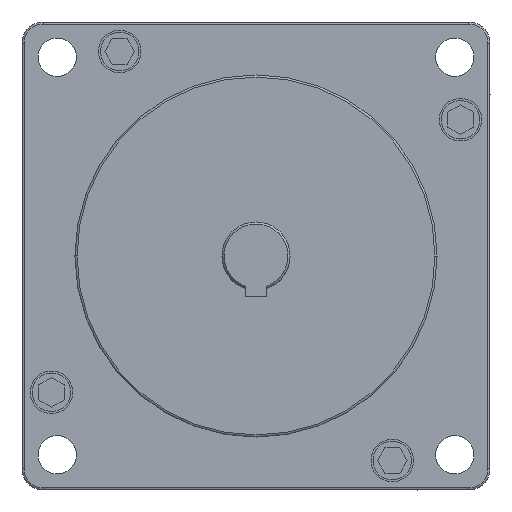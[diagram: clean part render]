
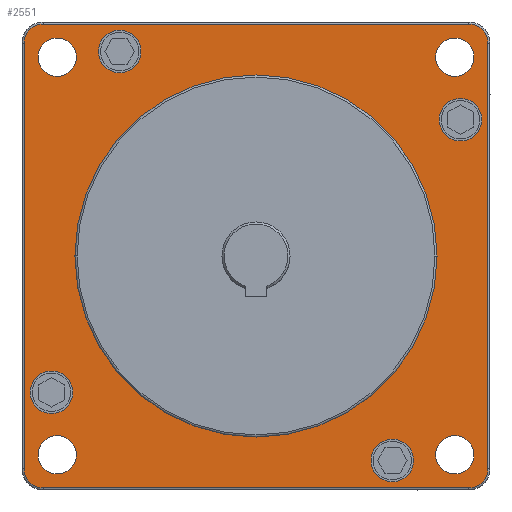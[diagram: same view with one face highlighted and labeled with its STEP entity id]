
A CAD part, left-side view. The second image highlights one B-rep face of the part: STEP entity #2551.
In plain terms, the highlighted planar face has unit normal (-1, 0, 0).
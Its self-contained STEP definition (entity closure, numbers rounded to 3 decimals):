
#1=CARTESIAN_POINT('',(0.,-46.65,-46.65));
#2=DIRECTION('',(-1.,0.,0.));
#3=DIRECTION('',(0.,-1.,0.));
#4=AXIS2_PLACEMENT_3D('',#1,#2,#3);
#6=CARTESIAN_POINT('',(0.,-46.65,-46.65));
#7=DIRECTION('',(-1.,0.,0.));
#8=DIRECTION('',(0.,1.,0.));
#9=AXIS2_PLACEMENT_3D('',#6,#7,#8);
#11=CARTESIAN_POINT('',(0.,46.65,-46.65));
#12=DIRECTION('',(-1.,0.,0.));
#13=DIRECTION('',(0.,-1.,0.));
#14=AXIS2_PLACEMENT_3D('',#11,#12,#13);
#16=CARTESIAN_POINT('',(0.,46.65,-46.65));
#17=DIRECTION('',(-1.,0.,0.));
#18=DIRECTION('',(0.,1.,0.));
#19=AXIS2_PLACEMENT_3D('',#16,#17,#18);
#21=CARTESIAN_POINT('',(0.,46.65,46.65));
#22=DIRECTION('',(-1.,0.,0.));
#23=DIRECTION('',(0.,-1.,0.));
#24=AXIS2_PLACEMENT_3D('',#21,#22,#23);
#26=CARTESIAN_POINT('',(0.,46.65,46.65));
#27=DIRECTION('',(-1.,0.,0.));
#28=DIRECTION('',(0.,1.,0.));
#29=AXIS2_PLACEMENT_3D('',#26,#27,#28);
#31=CARTESIAN_POINT('',(0.,-46.65,46.65));
#32=DIRECTION('',(-1.,0.,0.));
#33=DIRECTION('',(0.,-1.,0.));
#34=AXIS2_PLACEMENT_3D('',#31,#32,#33);
#36=CARTESIAN_POINT('',(0.,-46.65,46.65));
#37=DIRECTION('',(-1.,0.,0.));
#38=DIRECTION('',(0.,1.,0.));
#39=AXIS2_PLACEMENT_3D('',#36,#37,#38);
#41=CARTESIAN_POINT('',(0.,0.,0.));
#42=DIRECTION('',(-1.,0.,0.));
#43=DIRECTION('',(0.,1.,0.));
#44=AXIS2_PLACEMENT_3D('',#41,#42,#43);
#46=CARTESIAN_POINT('',(0.,0.,0.));
#47=DIRECTION('',(-1.,0.,0.));
#48=DIRECTION('',(0.,-1.,0.));
#49=AXIS2_PLACEMENT_3D('',#46,#47,#48);
#51=CARTESIAN_POINT('',(0.,-49.925,-49.925));
#52=DIRECTION('',(-1.,0.,0.));
#53=DIRECTION('',(0.,0.,-1.));
#54=AXIS2_PLACEMENT_3D('',#51,#52,#53);
#56=DIRECTION('',(0.,-1.,0.));
#57=VECTOR('',#56,99.85);
#58=CARTESIAN_POINT('',(0.,49.925,-54.425));
#59=LINE('',#58,#57);
#60=CARTESIAN_POINT('',(0.,49.925,-49.925));
#61=DIRECTION('',(-1.,0.,0.));
#62=DIRECTION('',(0.,1.,0.));
#63=AXIS2_PLACEMENT_3D('',#60,#61,#62);
#65=DIRECTION('',(0.,0.,-1.));
#66=VECTOR('',#65,99.85);
#67=CARTESIAN_POINT('',(0.,54.425,49.925));
#68=LINE('',#67,#66);
#69=CARTESIAN_POINT('',(0.,49.925,49.925));
#70=DIRECTION('',(-1.,0.,0.));
#71=DIRECTION('',(0.,0.,1.));
#72=AXIS2_PLACEMENT_3D('',#69,#70,#71);
#74=DIRECTION('',(0.,1.,0.));
#75=VECTOR('',#74,99.85);
#76=CARTESIAN_POINT('',(0.,-49.925,54.425));
#77=LINE('',#76,#75);
#78=CARTESIAN_POINT('',(0.,-49.925,49.925));
#79=DIRECTION('',(-1.,0.,0.));
#80=DIRECTION('',(0.,-1.,0.));
#81=AXIS2_PLACEMENT_3D('',#78,#79,#80);
#83=DIRECTION('',(0.,0.,1.));
#84=VECTOR('',#83,99.85);
#85=CARTESIAN_POINT('',(0.,-54.425,-49.925));
#86=LINE('',#85,#84);
#87=CARTESIAN_POINT('',(0.,-32.,-48.));
#88=DIRECTION('',(-1.,0.,0.));
#89=DIRECTION('',(0.,1.,0.));
#90=AXIS2_PLACEMENT_3D('',#87,#88,#89);
#92=CARTESIAN_POINT('',(0.,-32.,-48.));
#93=DIRECTION('',(-1.,0.,0.));
#94=DIRECTION('',(0.,-1.,0.));
#95=AXIS2_PLACEMENT_3D('',#92,#93,#94);
#131=CARTESIAN_POINT('',(0.,-48.,32.));
#132=DIRECTION('',(-1.,0.,0.));
#133=DIRECTION('',(0.,0.,-1.));
#134=AXIS2_PLACEMENT_3D('',#131,#132,#133);
#136=CARTESIAN_POINT('',(0.,-48.,32.));
#137=DIRECTION('',(-1.,0.,0.));
#138=DIRECTION('',(0.,0.,1.));
#139=AXIS2_PLACEMENT_3D('',#136,#137,#138);
#175=CARTESIAN_POINT('',(0.,32.,48.));
#176=DIRECTION('',(-1.,0.,0.));
#177=DIRECTION('',(0.,-1.,0.));
#178=AXIS2_PLACEMENT_3D('',#175,#176,#177);
#180=CARTESIAN_POINT('',(0.,32.,48.));
#181=DIRECTION('',(-1.,0.,0.));
#182=DIRECTION('',(0.,1.,0.));
#183=AXIS2_PLACEMENT_3D('',#180,#181,#182);
#219=CARTESIAN_POINT('',(0.,48.,-32.));
#220=DIRECTION('',(-1.,0.,0.));
#221=DIRECTION('',(0.,0.,1.));
#222=AXIS2_PLACEMENT_3D('',#219,#220,#221);
#224=CARTESIAN_POINT('',(0.,48.,-32.));
#225=DIRECTION('',(-1.,0.,0.));
#226=DIRECTION('',(0.,0.,-1.));
#227=AXIS2_PLACEMENT_3D('',#224,#225,#226);
#2003=CARTESIAN_POINT('',(0.,-51.15,-46.65));
#2004=CARTESIAN_POINT('',(0.,-42.15,-46.65));
#2005=VERTEX_POINT('',#2003);
#2006=VERTEX_POINT('',#2004);
#2007=CARTESIAN_POINT('',(0.,42.15,-46.65));
#2008=CARTESIAN_POINT('',(0.,51.15,-46.65));
#2009=VERTEX_POINT('',#2007);
#2010=VERTEX_POINT('',#2008);
#2011=CARTESIAN_POINT('',(0.,42.15,46.65));
#2012=CARTESIAN_POINT('',(0.,51.15,46.65));
#2013=VERTEX_POINT('',#2011);
#2014=VERTEX_POINT('',#2012);
#2015=CARTESIAN_POINT('',(0.,-51.15,46.65));
#2016=CARTESIAN_POINT('',(0.,-42.15,46.65));
#2017=VERTEX_POINT('',#2015);
#2018=VERTEX_POINT('',#2016);
#2243=CARTESIAN_POINT('',(0.,42.5,0.));
#2244=CARTESIAN_POINT('',(0.,-42.5,0.));
#2245=VERTEX_POINT('',#2243);
#2246=VERTEX_POINT('',#2244);
#2259=CARTESIAN_POINT('',(0.,-49.925,-54.425));
#2260=CARTESIAN_POINT('',(0.,-54.425,-49.925));
#2261=VERTEX_POINT('',#2259);
#2262=VERTEX_POINT('',#2260);
#2267=CARTESIAN_POINT('',(0.,-54.425,49.925));
#2268=VERTEX_POINT('',#2267);
#2271=CARTESIAN_POINT('',(0.,-49.925,54.425));
#2272=VERTEX_POINT('',#2271);
#2275=CARTESIAN_POINT('',(0.,49.925,54.425));
#2276=VERTEX_POINT('',#2275);
#2279=CARTESIAN_POINT('',(0.,54.425,49.925));
#2280=VERTEX_POINT('',#2279);
#2283=CARTESIAN_POINT('',(0.,54.425,-49.925));
#2284=VERTEX_POINT('',#2283);
#2287=CARTESIAN_POINT('',(0.,49.925,-54.425));
#2288=VERTEX_POINT('',#2287);
#2323=CARTESIAN_POINT('',(0.,-27.,-48.));
#2324=CARTESIAN_POINT('',(0.,-37.,-48.));
#2325=VERTEX_POINT('',#2323);
#2326=VERTEX_POINT('',#2324);
#2363=CARTESIAN_POINT('',(0.,-48.,27.));
#2364=CARTESIAN_POINT('',(0.,-48.,37.));
#2365=VERTEX_POINT('',#2363);
#2366=VERTEX_POINT('',#2364);
#2403=CARTESIAN_POINT('',(0.,27.,48.));
#2404=CARTESIAN_POINT('',(0.,37.,48.));
#2405=VERTEX_POINT('',#2403);
#2406=VERTEX_POINT('',#2404);
#2443=CARTESIAN_POINT('',(0.,48.,-27.));
#2444=CARTESIAN_POINT('',(0.,48.,-37.));
#2445=VERTEX_POINT('',#2443);
#2446=VERTEX_POINT('',#2444);
#2474=CARTESIAN_POINT('',(0.,0.,0.));
#2475=DIRECTION('',(1.,0.,0.));
#2476=DIRECTION('',(0.,-1.,0.));
#2477=AXIS2_PLACEMENT_3D('',#2474,#2475,#2476);
#2478=PLANE('',#2477);
#2480=ORIENTED_EDGE('',*,*,#2479,.F.);
#2482=ORIENTED_EDGE('',*,*,#2481,.F.);
#2484=ORIENTED_EDGE('',*,*,#2483,.F.);
#2486=ORIENTED_EDGE('',*,*,#2485,.F.);
#2488=ORIENTED_EDGE('',*,*,#2487,.F.);
#2490=ORIENTED_EDGE('',*,*,#2489,.F.);
#2492=ORIENTED_EDGE('',*,*,#2491,.F.);
#2494=ORIENTED_EDGE('',*,*,#2493,.F.);
#2495=EDGE_LOOP('',(#2480,#2482,#2484,#2486,#2488,#2490,#2492,#2494));
#2496=FACE_OUTER_BOUND('',#2495,.F.);
#2498=ORIENTED_EDGE('',*,*,#2497,.T.);
#2500=ORIENTED_EDGE('',*,*,#2499,.T.);
#2501=EDGE_LOOP('',(#2498,#2500));
#2502=FACE_BOUND('',#2501,.F.);
#2504=ORIENTED_EDGE('',*,*,#2503,.T.);
#2506=ORIENTED_EDGE('',*,*,#2505,.T.);
#2507=EDGE_LOOP('',(#2504,#2506));
#2508=FACE_BOUND('',#2507,.F.);
#2510=ORIENTED_EDGE('',*,*,#2509,.T.);
#2512=ORIENTED_EDGE('',*,*,#2511,.T.);
#2513=EDGE_LOOP('',(#2510,#2512));
#2514=FACE_BOUND('',#2513,.F.);
#2516=ORIENTED_EDGE('',*,*,#2515,.T.);
#2518=ORIENTED_EDGE('',*,*,#2517,.T.);
#2519=EDGE_LOOP('',(#2516,#2518));
#2520=FACE_BOUND('',#2519,.F.);
#2522=ORIENTED_EDGE('',*,*,#2521,.T.);
#2524=ORIENTED_EDGE('',*,*,#2523,.T.);
#2525=EDGE_LOOP('',(#2522,#2524));
#2526=FACE_BOUND('',#2525,.F.);
#2528=ORIENTED_EDGE('',*,*,#2527,.T.);
#2530=ORIENTED_EDGE('',*,*,#2529,.T.);
#2531=EDGE_LOOP('',(#2528,#2530));
#2532=FACE_BOUND('',#2531,.F.);
#2534=ORIENTED_EDGE('',*,*,#2533,.T.);
#2536=ORIENTED_EDGE('',*,*,#2535,.T.);
#2537=EDGE_LOOP('',(#2534,#2536));
#2538=FACE_BOUND('',#2537,.F.);
#2540=ORIENTED_EDGE('',*,*,#2539,.T.);
#2542=ORIENTED_EDGE('',*,*,#2541,.T.);
#2543=EDGE_LOOP('',(#2540,#2542));
#2544=FACE_BOUND('',#2543,.F.);
#2546=ORIENTED_EDGE('',*,*,#2545,.T.);
#2548=ORIENTED_EDGE('',*,*,#2547,.T.);
#2549=EDGE_LOOP('',(#2546,#2548));
#2550=FACE_BOUND('',#2549,.F.);
#2551=ADVANCED_FACE('',(#2496,#2502,#2508,#2514,#2520,#2526,#2532,#2538,#2544,
#2550),#2478,.F.);
#5=CIRCLE('',#4,4.5);
#10=CIRCLE('',#9,4.5);
#15=CIRCLE('',#14,4.5);
#20=CIRCLE('',#19,4.5);
#25=CIRCLE('',#24,4.5);
#30=CIRCLE('',#29,4.5);
#35=CIRCLE('',#34,4.5);
#40=CIRCLE('',#39,4.5);
#45=CIRCLE('',#44,42.5);
#50=CIRCLE('',#49,42.5);
#55=CIRCLE('',#54,4.5);
#64=CIRCLE('',#63,4.5);
#73=CIRCLE('',#72,4.5);
#82=CIRCLE('',#81,4.5);
#91=CIRCLE('',#90,5.);
#96=CIRCLE('',#95,5.);
#135=CIRCLE('',#134,5.);
#140=CIRCLE('',#139,5.);
#179=CIRCLE('',#178,5.);
#184=CIRCLE('',#183,5.);
#223=CIRCLE('',#222,5.);
#228=CIRCLE('',#227,5.);
#2479=EDGE_CURVE('',#2261,#2262,#55,.T.);
#2481=EDGE_CURVE('',#2288,#2261,#59,.T.);
#2483=EDGE_CURVE('',#2284,#2288,#64,.T.);
#2485=EDGE_CURVE('',#2280,#2284,#68,.T.);
#2487=EDGE_CURVE('',#2276,#2280,#73,.T.);
#2489=EDGE_CURVE('',#2272,#2276,#77,.T.);
#2491=EDGE_CURVE('',#2268,#2272,#82,.T.);
#2493=EDGE_CURVE('',#2262,#2268,#86,.T.);
#2497=EDGE_CURVE('',#2005,#2006,#5,.T.);
#2499=EDGE_CURVE('',#2006,#2005,#10,.T.);
#2503=EDGE_CURVE('',#2009,#2010,#15,.T.);
#2505=EDGE_CURVE('',#2010,#2009,#20,.T.);
#2509=EDGE_CURVE('',#2013,#2014,#25,.T.);
#2511=EDGE_CURVE('',#2014,#2013,#30,.T.);
#2515=EDGE_CURVE('',#2017,#2018,#35,.T.);
#2517=EDGE_CURVE('',#2018,#2017,#40,.T.);
#2521=EDGE_CURVE('',#2245,#2246,#45,.T.);
#2523=EDGE_CURVE('',#2246,#2245,#50,.T.);
#2527=EDGE_CURVE('',#2325,#2326,#91,.T.);
#2529=EDGE_CURVE('',#2326,#2325,#96,.T.);
#2533=EDGE_CURVE('',#2365,#2366,#135,.T.);
#2535=EDGE_CURVE('',#2366,#2365,#140,.T.);
#2539=EDGE_CURVE('',#2405,#2406,#179,.T.);
#2541=EDGE_CURVE('',#2406,#2405,#184,.T.);
#2545=EDGE_CURVE('',#2445,#2446,#223,.T.);
#2547=EDGE_CURVE('',#2446,#2445,#228,.T.);
